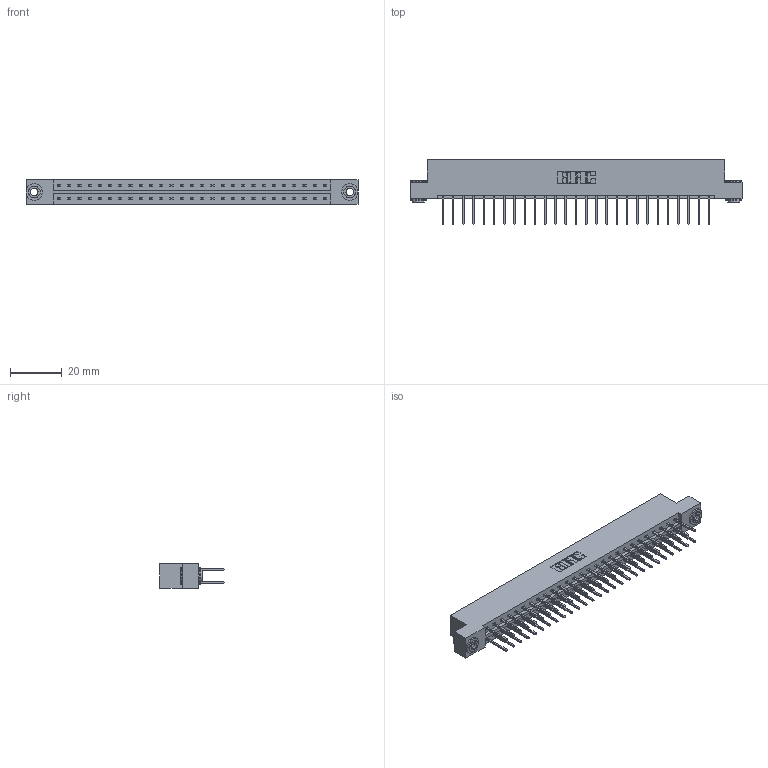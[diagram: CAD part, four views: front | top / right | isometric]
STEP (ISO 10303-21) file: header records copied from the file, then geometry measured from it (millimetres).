
FILE_DESCRIPTION (( 'STEP AP203' ), '1' );
FILE_NAME ('333-054-523-203.STEP', '2018-08-04T03:37:53', ( '' ), ( '' ), 'SwSTEP 2.0', 'SolidWorks 2016', '' );
FILE_SCHEMA (( 'CONFIG_CONTROL_DESIGN' ));
Length unit declared in the file: inch
Products named in the file (4): 333 Part_Flush - .156 Dia - TH; 345-292-001_345-293-123; 345-250-002_345-250-002-102; 333-054-523-203
Assembly tree (57 placements, depth 2):
  333-054-523-203
    333 Part_Flush - .156 Dia - TH
    345-292-001_345-293-123  x54
    345-250-002_345-250-002-102  x2
Bounding box: 128.52 x 25.15 x 9.4 mm (x, y, z)
Volume: 13111.4 mm3; surface area: 16084.5 mm2
Topology: 57 solids, 57 shells, 2960 faces, 8757 edges, 5762 vertices
Faces by surface type: plane 2024, cylinder 928, cone 8
Entity records: 19978 total; most frequent: CARTESIAN_POINT 3305, ORIENTED_EDGE 3234, DIRECTION 2883, EDGE_CURVE 1617, VECTOR 1465, LINE 1465, VERTEX_POINT 1074, AXIS2_PLACEMENT_3D 709
